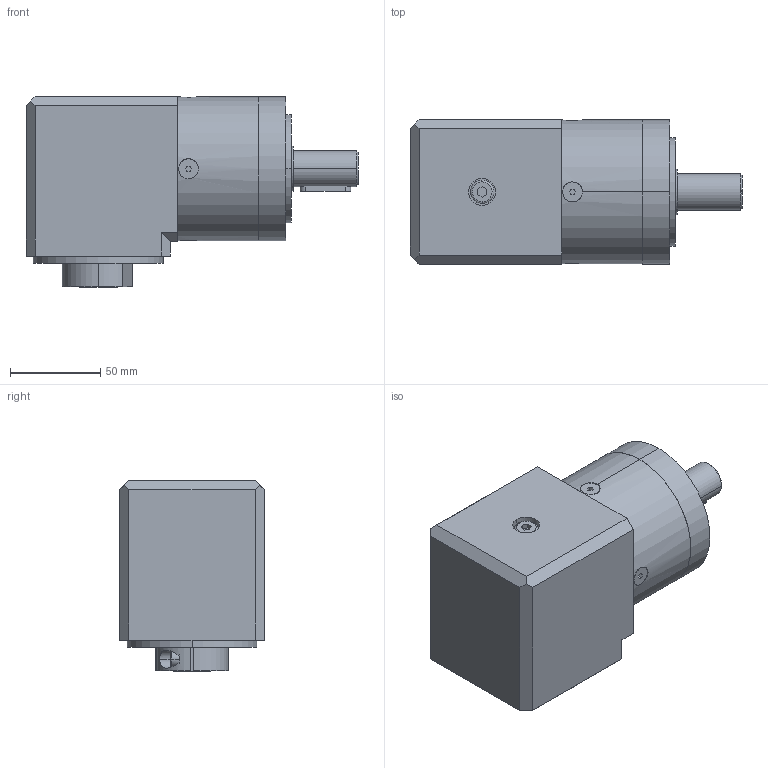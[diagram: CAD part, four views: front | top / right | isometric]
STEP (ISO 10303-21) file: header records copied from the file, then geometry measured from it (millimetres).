
FILE_DESCRIPTION(('STEP AP242'),'1');
FILE_NAME('gby080004k.stp','2020-02-21T08:14:33',('TraceParts'),('TraceParts S.A.'),'Spatial InterOp 3D',' ',' ');
FILE_SCHEMA(('AP242_MANAGED_MODEL_BASED_3D_ENGINEERING_MIM_LF {1 0 10303 442 1 1 4}'));
Length unit declared in the file: millimetre
Products named in the file (1): gby080004k
Bounding box: 184 x 80 x 105.8 mm (x, y, z)
Volume: 923965.4 mm3; surface area: 68297.2 mm2
Topology: 1 solids, 1 shells, 180 faces, 426 edges, 277 vertices
Faces by surface type: plane 102, cylinder 66, cone 6, torus 6
Entity records: 6897 total; most frequent: CARTESIAN_POINT 1172, DIRECTION 914, ORIENTED_EDGE 848, EDGE_CURVE 424, AXIS2_PLACEMENT_3D 326, VERTEX_POINT 277, LINE 262, VECTOR 262
